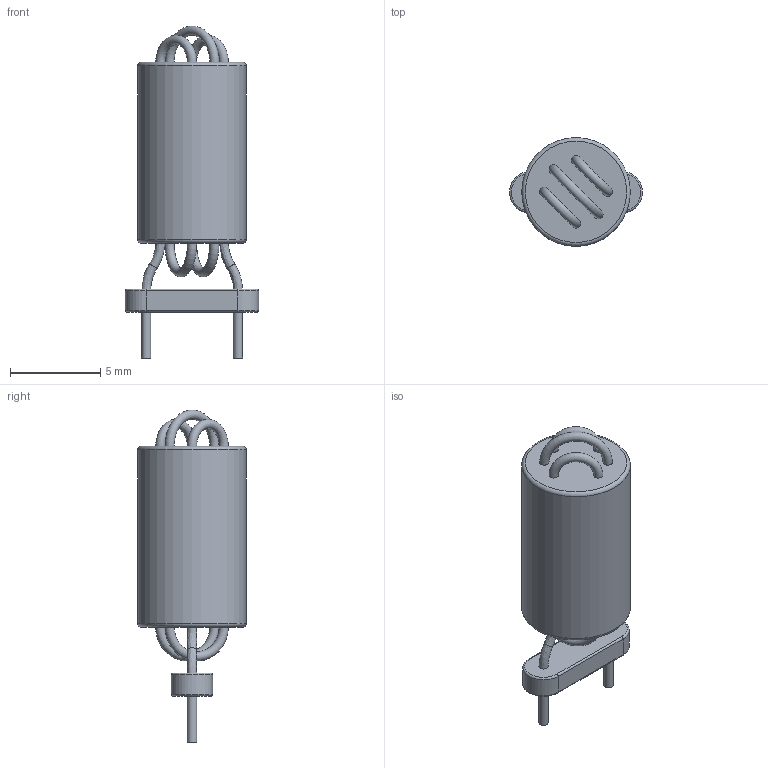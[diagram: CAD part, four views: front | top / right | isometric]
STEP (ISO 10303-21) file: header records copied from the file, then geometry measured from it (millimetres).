
FILE_DESCRIPTION(('FreeCAD Model'),'2;1');
FILE_NAME('LairdTech_28C0236-0JW-10.step', '2019-01-22T15:35:31',('kicad StepUp'),('ksu MCAD'), 'Open CASCADE STEP processor 7.3','FreeCAD','Unknown');
FILE_SCHEMA(('AUTOMOTIVE_DESIGN { 1 0 10303 214 1 1 1 1 }'));
Length unit declared in the file: millimetre
Products named in the file (1): LairdTech_28C0236-0JW-10
Bounding box: 7.37 x 6 x 18.36 mm (x, y, z)
Volume: 309.2 mm3; surface area: 345.1 mm2
Topology: 1 solids, 1 shells, 32 faces, 89 edges, 63 vertices
Faces by surface type: torus 11, cylinder 9, plane 8, bspline 4
Full cylindrical faces by diameter (mm): 0.508 x2, 6 x1
Entity records: 991 total; most frequent: CARTESIAN_POINT 252, ORIENTED_EDGE 178, EDGE_CURVE 89, AXIS2_PLACEMENT_3D 71, VERTEX_POINT 63, CIRCLE 49, FACE_BOUND 48, EDGE_LOOP 48
